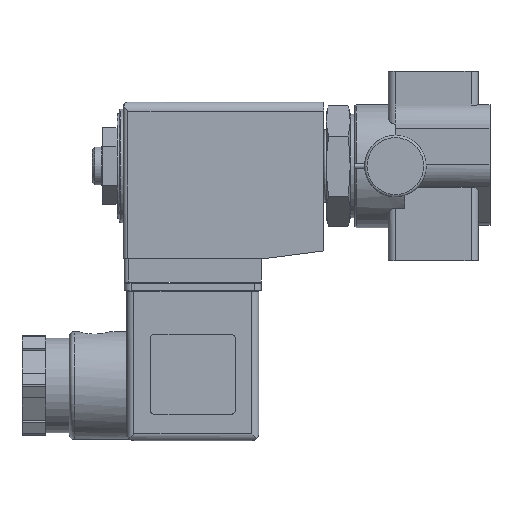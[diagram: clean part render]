
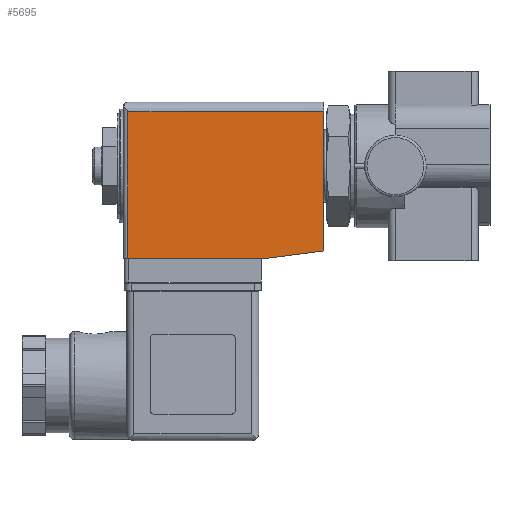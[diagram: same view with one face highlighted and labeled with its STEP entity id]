
A CAD part, left-side view. The second image highlights one B-rep face of the part: STEP entity #5695.
In plain terms, the highlighted planar face has unit normal (-1, 0, 0).
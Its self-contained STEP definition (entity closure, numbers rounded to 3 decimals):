
#139=PLANE('',#6642);
#638=LINE('',#9372,#1176);
#639=LINE('',#9375,#1177);
#640=LINE('',#9377,#1178);
#641=LINE('',#9379,#1179);
#642=LINE('',#9381,#1180);
#1176=VECTOR('',#7528,1000.);
#1177=VECTOR('',#7529,1000.);
#1178=VECTOR('',#7530,1000.);
#1179=VECTOR('',#7531,1000.);
#1180=VECTOR('',#7532,1000.);
#2031=ORIENTED_EDGE('',*,*,#3460,.T.);
#2032=ORIENTED_EDGE('',*,*,#3461,.F.);
#2033=ORIENTED_EDGE('',*,*,#3462,.F.);
#2034=ORIENTED_EDGE('',*,*,#3463,.F.);
#2035=ORIENTED_EDGE('',*,*,#3464,.T.);
#3460=EDGE_CURVE('',#4216,#4217,#638,.T.);
#3461=EDGE_CURVE('',#4218,#4217,#639,.T.);
#3462=EDGE_CURVE('',#4219,#4218,#640,.T.);
#3463=EDGE_CURVE('',#4220,#4219,#641,.T.);
#3464=EDGE_CURVE('',#4220,#4216,#642,.F.);
#4216=VERTEX_POINT('',#9373);
#4217=VERTEX_POINT('',#9374);
#4218=VERTEX_POINT('',#9376);
#4219=VERTEX_POINT('',#9378);
#4220=VERTEX_POINT('',#9380);
#4779=EDGE_LOOP('',(#2031,#2032,#2033,#2034,#2035));
#5214=FACE_BOUND('',#4779,.T.);
#5695=ADVANCED_FACE('',(#5214),#139,.F.);
#6642=AXIS2_PLACEMENT_3D('',#9371,#7526,#7527);
#7526=DIRECTION('',(1.,0.,0.));
#7527=DIRECTION('',(0.,0.,-1.));
#7528=DIRECTION('',(0.,0.,-1.));
#7529=DIRECTION('',(0.,1.,0.));
#7530=DIRECTION('',(0.,0.992,-0.129));
#7531=DIRECTION('',(0.,0.,-1.));
#7532=DIRECTION('',(0.,-1.,0.));
#9371=CARTESIAN_POINT('',(-15.,41.4,12.5));
#9372=CARTESIAN_POINT('',(-15.,41.4,20.));
#9373=CARTESIAN_POINT('',(-15.,41.4,11.5));
#9374=CARTESIAN_POINT('',(-15.,41.4,-19.5));
#9375=CARTESIAN_POINT('',(-15.,12.1,-19.5));
#9376=CARTESIAN_POINT('',(-15.,12.1,-19.5));
#9377=CARTESIAN_POINT('',(-15.,0.,-17.93));
#9378=CARTESIAN_POINT('',(-15.,0.,-17.93));
#9379=CARTESIAN_POINT('',(-15.,0.,13.5));
#9380=CARTESIAN_POINT('',(-15.,0.,11.5));
#9381=CARTESIAN_POINT('',(-15.,44.,11.5));
